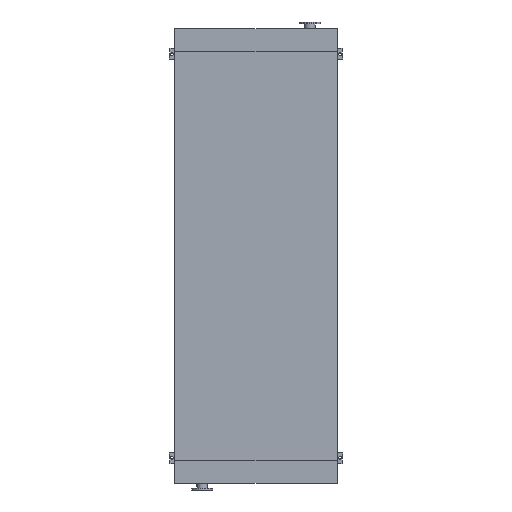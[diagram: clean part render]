
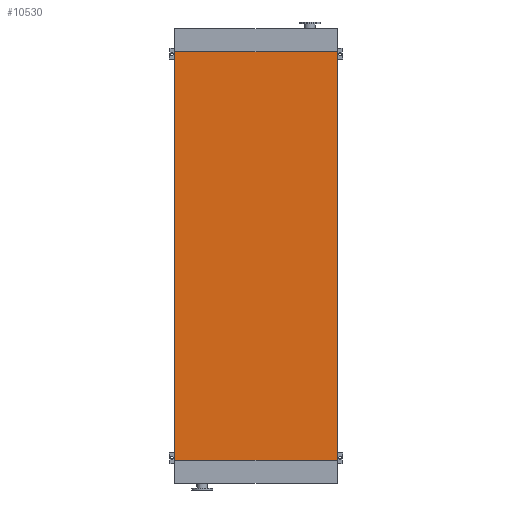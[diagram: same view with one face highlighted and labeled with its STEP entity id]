
A CAD part, front view. The second image highlights one B-rep face of the part: STEP entity #10530.
In plain terms, the highlighted planar face has unit normal (0, -1, 0).
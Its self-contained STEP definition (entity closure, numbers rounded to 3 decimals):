
#222 = DIRECTION ( 'NONE',  ( 0., 0., 1. ) ) ;
#414 = DIRECTION ( 'NONE',  ( 0., 0., -1. ) ) ;
#442 = DIRECTION ( 'NONE',  ( 0., -1., 0. ) ) ;
#456 = PLANE ( 'NONE',  #5181 ) ;
#551 = CARTESIAN_POINT ( 'NONE',  ( -845., 0., 0. ) ) ;
#697 = CARTESIAN_POINT ( 'NONE',  ( 845., 0., -4250. ) ) ;
#1655 = VERTEX_POINT ( 'NONE', #13637 ) ;
#1903 = LINE ( 'NONE', #13153, #10476 ) ;
#2119 = CARTESIAN_POINT ( 'NONE',  ( -845., 0., -4250. ) ) ;
#3254 = VECTOR ( 'NONE', #13714, 1000. ) ;
#5181 = AXIS2_PLACEMENT_3D ( 'NONE', #2119, #442, #414 ) ;
#7480 = CARTESIAN_POINT ( 'NONE',  ( 845., 0., -4250. ) ) ;
#7735 = VERTEX_POINT ( 'NONE', #7480 ) ;
#8673 = CARTESIAN_POINT ( 'NONE',  ( 845., 0., 0. ) ) ;
#8745 = VERTEX_POINT ( 'NONE', #8673 ) ;
#9910 = LINE ( 'NONE', #697, #16222 ) ;
#10476 = VECTOR ( 'NONE', #13190, 1000. ) ;
#10530 = ADVANCED_FACE ( 'NONE', ( #15213 ), #456, .T. ) ;
#11584 = EDGE_CURVE ( 'NONE', #1655, #16701, #1903, .T. ) ;
#11998 = LINE ( 'NONE', #12792, #12435 ) ;
#12294 = EDGE_CURVE ( 'NONE', #7735, #8745, #9910, .T. ) ;
#12347 = EDGE_CURVE ( 'NONE', #16701, #8745, #11998, .T. ) ;
#12349 = EDGE_CURVE ( 'NONE', #1655, #7735, #17972, .T. ) ;
#12435 = VECTOR ( 'NONE', #12726, 1000. ) ;
#12726 = DIRECTION ( 'NONE',  ( 1., 0., 0. ) ) ;
#12749 = EDGE_LOOP ( 'NONE', ( #14445, #17345, #14789, #17638 ) ) ;
#12792 = CARTESIAN_POINT ( 'NONE',  ( -845., 0., 0. ) ) ;
#12954 = CARTESIAN_POINT ( 'NONE',  ( -845., 0., -4250. ) ) ;
#13153 = CARTESIAN_POINT ( 'NONE',  ( -845., 0., -4250. ) ) ;
#13190 = DIRECTION ( 'NONE',  ( 0., 0., 1. ) ) ;
#13637 = CARTESIAN_POINT ( 'NONE',  ( -845., 0., -4250. ) ) ;
#13714 = DIRECTION ( 'NONE',  ( 1., 0., 0. ) ) ;
#14445 = ORIENTED_EDGE ( 'NONE', *, *, #12347, .F. ) ;
#14789 = ORIENTED_EDGE ( 'NONE', *, *, #12349, .T. ) ;
#15213 = FACE_OUTER_BOUND ( 'NONE', #12749, .T. ) ;
#16222 = VECTOR ( 'NONE', #222, 1000. ) ;
#16701 = VERTEX_POINT ( 'NONE', #551 ) ;
#17345 = ORIENTED_EDGE ( 'NONE', *, *, #11584, .F. ) ;
#17638 = ORIENTED_EDGE ( 'NONE', *, *, #12294, .T. ) ;
#17972 = LINE ( 'NONE', #12954, #3254 ) ;
